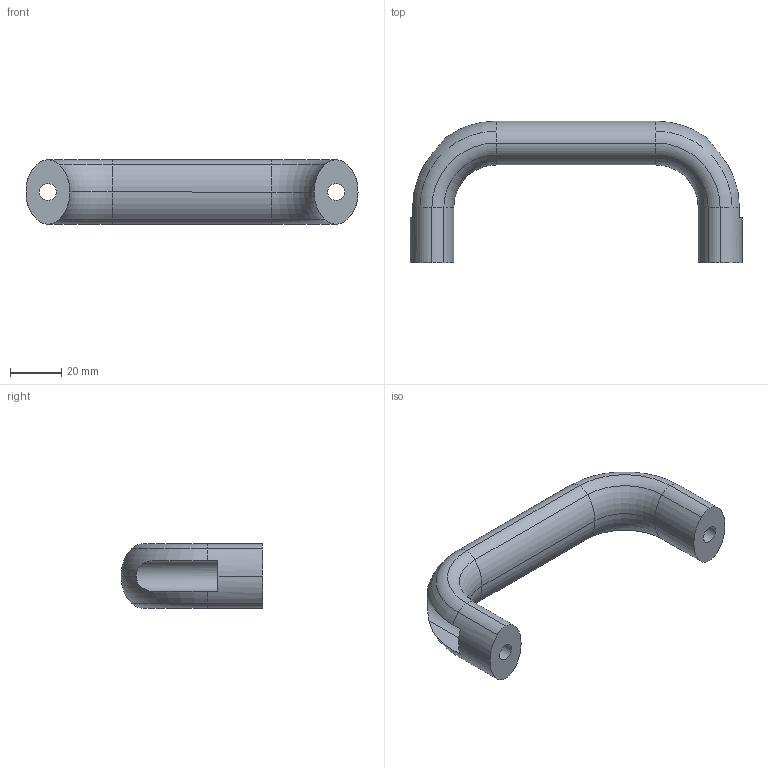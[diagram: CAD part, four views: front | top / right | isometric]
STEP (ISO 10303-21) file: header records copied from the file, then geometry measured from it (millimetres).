
FILE_DESCRIPTION( ( 'STEP AP214' ), '1' );
FILE_NAME( 'K0204.11122706.stp', '2020-12-04T09:16:10', ( '' ), ( '' ), ' ', 'PARTsolutions', ' ' );
FILE_SCHEMA( ( 'AUTOMOTIVE_DESIGN { 1 0 10303 214 1 1 1 1 }' ) );
Length unit declared in the file: millimetre
Products named in the file (1): _K0204.11122706
Bounding box: 129 x 55 x 25 mm (x, y, z)
Volume: 52397.7 mm3; surface area: 14772 mm2
Topology: 1 solids, 1 shells, 56 faces, 128 edges, 76 vertices
Faces by surface type: cylinder 30, torus 16, plane 10
Full cylindrical faces by diameter (mm): 6.6 x2, 11 x2
Entity records: 2092 total; most frequent: CARTESIAN_POINT 329, DIRECTION 314, ORIENTED_EDGE 244, AXIS2_PLACEMENT_3D 139, EDGE_CURVE 122, CIRCLE 82, VERTEX_POINT 74, EDGE_LOOP 66
